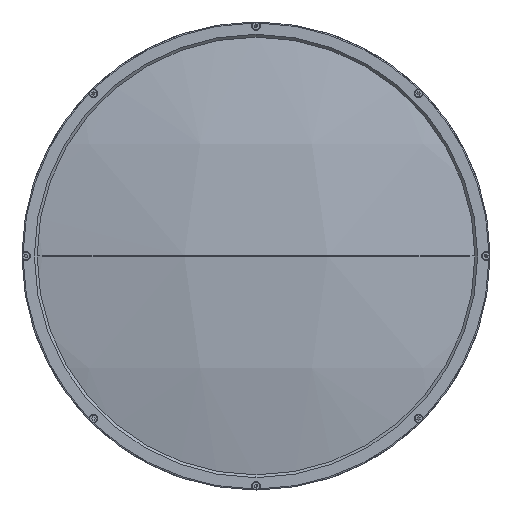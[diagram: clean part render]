
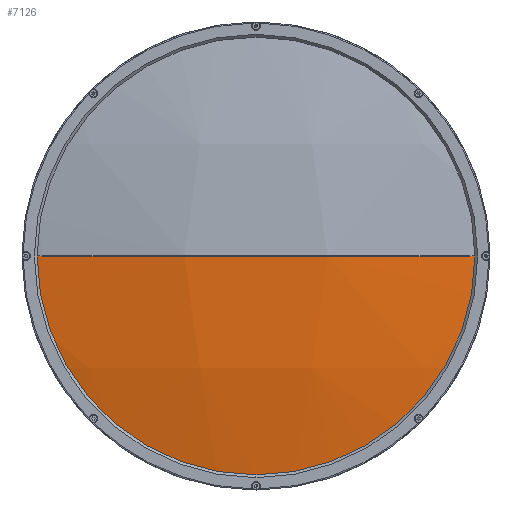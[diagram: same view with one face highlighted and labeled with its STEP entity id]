
A CAD part, left-side view. The second image highlights one B-rep face of the part: STEP entity #7126.
In plain terms, the highlighted spherical face has radius 900 mm.
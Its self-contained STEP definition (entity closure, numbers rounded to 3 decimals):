
#144 = VERTEX_POINT ( 'NONE', #11227 ) ;
#350 = CARTESIAN_POINT ( 'NONE',  ( -873.048, 190., 0. ) ) ;
#523 = VERTEX_POINT ( 'NONE', #737 ) ;
#599 = AXIS2_PLACEMENT_3D ( 'NONE', #6225, #8959, #9022 ) ;
#664 = VERTEX_POINT ( 'NONE', #2053 ) ;
#737 = CARTESIAN_POINT ( 'NONE',  ( -873.048, 190., 0. ) ) ;
#1148 = CIRCLE ( 'NONE', #8981, 900. ) ;
#1433 = ORIENTED_EDGE ( 'NONE', *, *, #8138, .F. ) ;
#1590 = AXIS2_PLACEMENT_3D ( 'NONE', #6183, #4598, #9581 ) ;
#1858 = CARTESIAN_POINT ( 'NONE',  ( 6.668, 0., 0. ) ) ;
#2053 = CARTESIAN_POINT ( 'NONE',  ( -873.048, -190., 0. ) ) ;
#2259 = CIRCLE ( 'NONE', #4084, 198.999 ) ;
#3194 = CARTESIAN_POINT ( 'NONE',  ( -871.056, 0., 0. ) ) ;
#3272 = EDGE_CURVE ( 'NONE', #3759, #523, #4327, .T. ) ;
#3759 = VERTEX_POINT ( 'NONE', #350 ) ;
#4084 = AXIS2_PLACEMENT_3D ( 'NONE', #3194, #5711, #5649 ) ;
#4130 = CARTESIAN_POINT ( 'NONE',  ( -871.056, 198.999, 0. ) ) ;
#4138 = ORIENTED_EDGE ( 'NONE', *, *, #9143, .T. ) ;
#4202 = DIRECTION ( 'NONE',  ( 0., 0., 1. ) ) ;
#4327 = CIRCLE ( 'NONE', #1590, 879.716 ) ;
#4357 = VERTEX_POINT ( 'NONE', #5826 ) ;
#4427 = DIRECTION ( 'NONE',  ( 0., 0., -1. ) ) ;
#4598 = DIRECTION ( 'NONE',  ( 0., -1., 0. ) ) ;
#4778 = AXIS2_PLACEMENT_3D ( 'NONE', #6823, #4202, #7669 ) ;
#5558 = ORIENTED_EDGE ( 'NONE', *, *, #7514, .T. ) ;
#5649 = DIRECTION ( 'NONE',  ( 0., 0., 1. ) ) ;
#5711 = DIRECTION ( 'NONE',  ( -1., 0., 0. ) ) ;
#5826 = CARTESIAN_POINT ( 'NONE',  ( -873.048, -190., 0. ) ) ;
#6105 = ORIENTED_EDGE ( 'NONE', *, *, #10153, .F. ) ;
#6183 = CARTESIAN_POINT ( 'NONE',  ( 6.668, 190., 0. ) ) ;
#6225 = CARTESIAN_POINT ( 'NONE',  ( 6.668, 0., 0. ) ) ;
#6798 = DIRECTION ( 'NONE',  ( 0., 0., 1. ) ) ;
#6814 = DIRECTION ( 'NONE',  ( 1., 0., 0. ) ) ;
#6823 = CARTESIAN_POINT ( 'NONE',  ( 6.668, 0., 0. ) ) ;
#7023 = CARTESIAN_POINT ( 'NONE',  ( 6.668, -190., 0. ) ) ;
#7049 = CIRCLE ( 'NONE', #7771, 879.716 ) ;
#7126 = ADVANCED_FACE ( 'NONE', ( #8111 ), #7146, .T. ) ;
#7146 = SPHERICAL_SURFACE ( 'NONE', #599, 900. ) ;
#7332 = CIRCLE ( 'NONE', #4778, 900. ) ;
#7514 = EDGE_CURVE ( 'NONE', #9936, #144, #2259, .T. ) ;
#7669 = DIRECTION ( 'NONE',  ( -1., 0., 0. ) ) ;
#7771 = AXIS2_PLACEMENT_3D ( 'NONE', #7023, #10479, #6798 ) ;
#8111 = FACE_OUTER_BOUND ( 'NONE', #8588, .T. ) ;
#8138 = EDGE_CURVE ( 'NONE', #523, #4357, #7332, .T. ) ;
#8396 = CIRCLE ( 'NONE', #8928, 900. ) ;
#8470 = CARTESIAN_POINT ( 'NONE',  ( 6.668, 0., 0. ) ) ;
#8588 = EDGE_LOOP ( 'NONE', ( #5558, #4138, #6105, #1433, #9116, #9929 ) ) ;
#8748 = DIRECTION ( 'NONE',  ( -1., 0., 0. ) ) ;
#8928 = AXIS2_PLACEMENT_3D ( 'NONE', #8470, #10164, #6814 ) ;
#8959 = DIRECTION ( 'NONE',  ( 0., 0., -1. ) ) ;
#8981 = AXIS2_PLACEMENT_3D ( 'NONE', #1858, #4427, #8748 ) ;
#9022 = DIRECTION ( 'NONE',  ( 0., 1., 0. ) ) ;
#9116 = ORIENTED_EDGE ( 'NONE', *, *, #3272, .F. ) ;
#9143 = EDGE_CURVE ( 'NONE', #144, #664, #1148, .T. ) ;
#9581 = DIRECTION ( 'NONE',  ( 0., 0., -1. ) ) ;
#9929 = ORIENTED_EDGE ( 'NONE', *, *, #10759, .F. ) ;
#9936 = VERTEX_POINT ( 'NONE', #4130 ) ;
#10153 = EDGE_CURVE ( 'NONE', #4357, #664, #7049, .T. ) ;
#10164 = DIRECTION ( 'NONE',  ( 0., 0., 1. ) ) ;
#10479 = DIRECTION ( 'NONE',  ( 0., 1., 0. ) ) ;
#10759 = EDGE_CURVE ( 'NONE', #9936, #3759, #8396, .T. ) ;
#11227 = CARTESIAN_POINT ( 'NONE',  ( -871.056, -198.999, 0. ) ) ;
